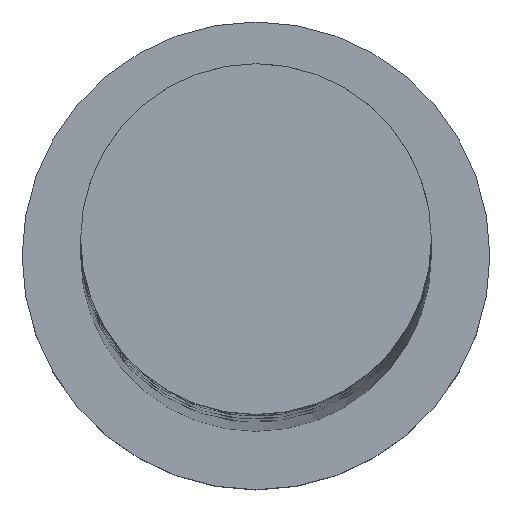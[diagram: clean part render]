
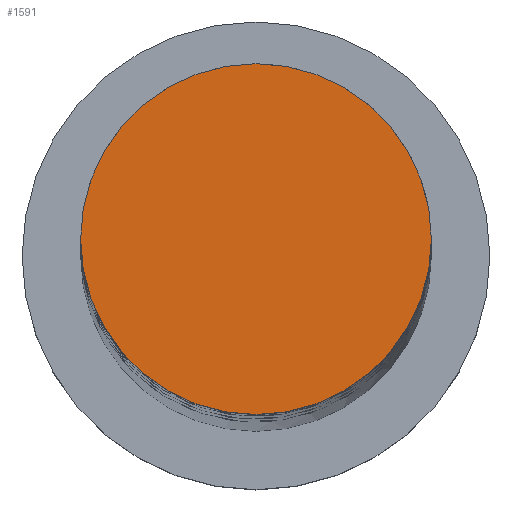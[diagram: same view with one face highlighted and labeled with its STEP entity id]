
A CAD part, top view. The second image highlights one B-rep face of the part: STEP entity #1591.
In plain terms, the highlighted planar face has unit normal (0, 0, 1).
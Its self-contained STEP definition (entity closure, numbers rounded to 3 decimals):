
#62 = DIRECTION ( 'NONE',  ( 0., 0., 1. ) ) ;
#73 = CARTESIAN_POINT ( 'NONE',  ( 0., 0., 500. ) ) ;
#373 = DIRECTION ( 'NONE',  ( 1., 0., 0. ) ) ;
#450 = CIRCLE ( 'NONE', #1156, 9. ) ;
#476 = CARTESIAN_POINT ( 'NONE',  ( 0., 0., 500. ) ) ;
#561 = FACE_OUTER_BOUND ( 'NONE', #1229, .T. ) ;
#699 = CARTESIAN_POINT ( 'NONE',  ( -9., 0., 500. ) ) ;
#739 = ORIENTED_EDGE ( 'NONE', *, *, #1717, .T. ) ;
#791 = CIRCLE ( 'NONE', #1058, 9. ) ;
#1051 = VERTEX_POINT ( 'NONE', #699 ) ;
#1058 = AXIS2_PLACEMENT_3D ( 'NONE', #1680, #62, #1700 ) ;
#1156 = AXIS2_PLACEMENT_3D ( 'NONE', #476, #1771, #1415 ) ;
#1168 = PLANE ( 'NONE',  #1225 ) ;
#1225 = AXIS2_PLACEMENT_3D ( 'NONE', #73, #1644, #373 ) ;
#1229 = EDGE_LOOP ( 'NONE', ( #1770, #739 ) ) ;
#1280 = VERTEX_POINT ( 'NONE', #1407 ) ;
#1407 = CARTESIAN_POINT ( 'NONE',  ( 9., 0., 500. ) ) ;
#1415 = DIRECTION ( 'NONE',  ( 1., 0., 0. ) ) ;
#1591 = ADVANCED_FACE ( 'NONE', ( #561 ), #1168, .T. ) ;
#1644 = DIRECTION ( 'NONE',  ( 0., 0., 1. ) ) ;
#1680 = CARTESIAN_POINT ( 'NONE',  ( 0., 0., 500. ) ) ;
#1700 = DIRECTION ( 'NONE',  ( 1., 0., 0. ) ) ;
#1717 = EDGE_CURVE ( 'NONE', #1280, #1051, #450, .T. ) ;
#1770 = ORIENTED_EDGE ( 'NONE', *, *, #2034, .T. ) ;
#1771 = DIRECTION ( 'NONE',  ( 0., 0., 1. ) ) ;
#2034 = EDGE_CURVE ( 'NONE', #1051, #1280, #791, .T. ) ;
